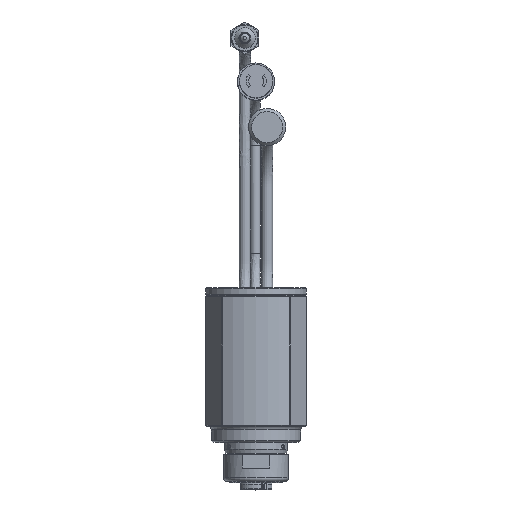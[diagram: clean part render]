
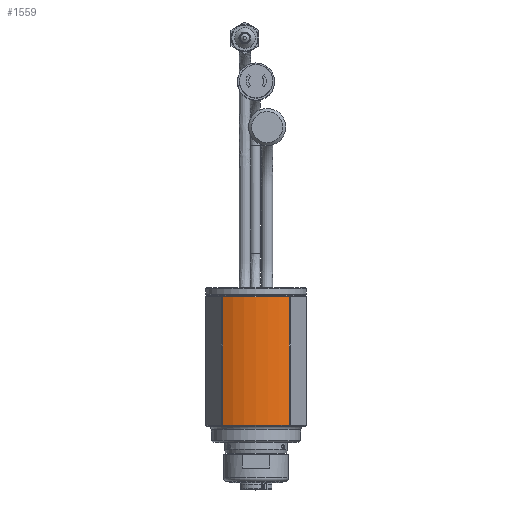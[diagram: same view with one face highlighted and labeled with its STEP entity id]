
A CAD part, top view. The second image highlights one B-rep face of the part: STEP entity #1559.
In plain terms, the highlighted cylindrical face has radius 60.325 mm (diameter 120.65 mm), a partial arc.
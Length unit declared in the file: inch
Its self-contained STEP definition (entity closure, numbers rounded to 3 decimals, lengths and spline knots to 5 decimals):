
#372=CYLINDRICAL_SURFACE('',#13759,2.375);
#1559=ADVANCED_FACE('',(#2771),#372,.T.);
#2771=FACE_OUTER_BOUND('',#3429,.T.);
#3429=EDGE_LOOP('',(#5475,#5476,#5477,#5478));
#4565=CIRCLE('',#13757,2.375);
#4566=CIRCLE('',#13758,2.375);
#5475=ORIENTED_EDGE('',*,*,#10468,.T.);
#5476=ORIENTED_EDGE('',*,*,#10469,.T.);
#5477=ORIENTED_EDGE('',*,*,#10470,.T.);
#5478=ORIENTED_EDGE('',*,*,#10471,.T.);
#9181=VERTEX_POINT('',#20382);
#9182=VERTEX_POINT('',#20383);
#9183=VERTEX_POINT('',#20385);
#9184=VERTEX_POINT('',#20387);
#10468=EDGE_CURVE('',#9181,#9182,#12219,.T.);
#10469=EDGE_CURVE('',#9182,#9183,#4565,.T.);
#10470=EDGE_CURVE('',#9183,#9184,#12220,.T.);
#10471=EDGE_CURVE('',#9184,#9181,#4566,.T.);
#12219=LINE('',#20381,#12995);
#12220=LINE('',#20386,#12996);
#12995=VECTOR('',#15502,1.);
#12996=VECTOR('',#15505,1.);
#13757=AXIS2_PLACEMENT_3D('',#20384,#15503,#15504);
#13758=AXIS2_PLACEMENT_3D('',#20388,#15506,#15507);
#13759=AXIS2_PLACEMENT_3D('',#20389,#15508,#15509);
#15502=DIRECTION('',(0.,-1.,0.));
#15503=DIRECTION('',(0.,1.,0.));
#15504=DIRECTION('',(0.,0.,-1.));
#15505=DIRECTION('',(0.,1.,0.));
#15506=DIRECTION('',(0.,-1.,0.));
#15507=DIRECTION('',(0.,0.,1.));
#15508=DIRECTION('',(0.,1.,0.));
#15509=DIRECTION('',(0.,0.,1.));
#20381=CARTESIAN_POINT('',(-1.12708,0.,1.41553));
#20382=CARTESIAN_POINT('',(-1.12708,4.9,1.41553));
#20383=CARTESIAN_POINT('',(-1.12708,0.58,1.41553));
#20384=CARTESIAN_POINT('',(0.,0.58,-0.675));
#20385=CARTESIAN_POINT('',(1.12708,0.58,1.41553));
#20386=CARTESIAN_POINT('',(1.12708,0.,1.41553));
#20387=CARTESIAN_POINT('',(1.12708,4.9,1.41553));
#20388=CARTESIAN_POINT('',(0.,4.9,-0.675));
#20389=CARTESIAN_POINT('',(0.,0.,-0.675));
